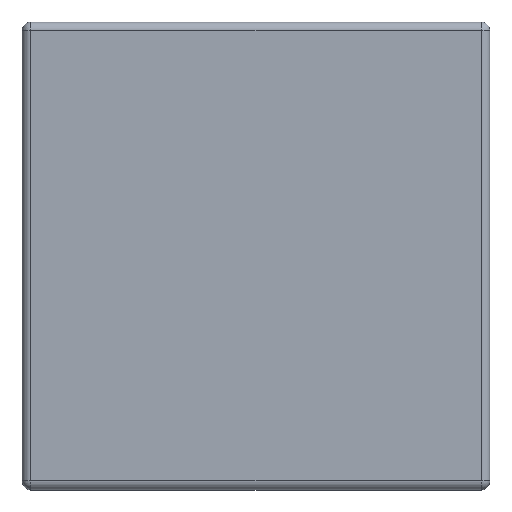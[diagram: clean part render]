
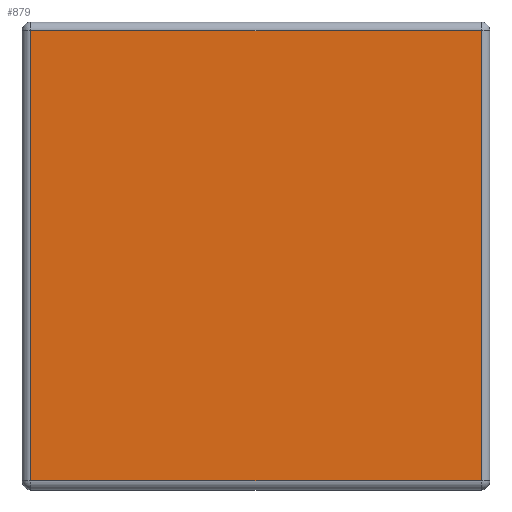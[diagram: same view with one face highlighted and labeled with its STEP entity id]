
A CAD part, top view. The second image highlights one B-rep face of the part: STEP entity #879.
In plain terms, the highlighted planar face has unit normal (0, 0, 1).
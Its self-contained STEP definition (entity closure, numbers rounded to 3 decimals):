
#85=ORIENTED_EDGE('',*,*,#237,.T.);
#86=ORIENTED_EDGE('',*,*,#238,.T.);
#87=ORIENTED_EDGE('',*,*,#239,.T.);
#88=ORIENTED_EDGE('',*,*,#240,.T.);
#237=EDGE_CURVE('',#313,#314,#365,.T.);
#238=EDGE_CURVE('',#314,#315,#366,.T.);
#239=EDGE_CURVE('',#315,#316,#367,.T.);
#240=EDGE_CURVE('',#316,#313,#368,.T.);
#313=VERTEX_POINT('',#1217);
#314=VERTEX_POINT('',#1218);
#315=VERTEX_POINT('',#1220);
#316=VERTEX_POINT('',#1222);
#365=LINE('',#1216,#401);
#366=LINE('',#1219,#402);
#367=LINE('',#1221,#403);
#368=LINE('',#1223,#404);
#401=VECTOR('',#1014,1000.);
#402=VECTOR('',#1015,1000.);
#403=VECTOR('',#1016,1000.);
#404=VECTOR('',#1017,1000.);
#437=EDGE_LOOP('',(#85,#86,#87,#88));
#497=FACE_BOUND('',#437,.T.);
#557=PLANE('',#927);
#879=ADVANCED_FACE('',(#497),#557,.T.);
#927=AXIS2_PLACEMENT_3D('',#1215,#1012,#1013);
#1012=DIRECTION('',(0.,0.,1.));
#1013=DIRECTION('',(1.,0.,0.));
#1014=DIRECTION('',(-1.,0.,0.));
#1015=DIRECTION('',(0.,-1.,0.));
#1016=DIRECTION('',(1.,0.,0.));
#1017=DIRECTION('',(0.,1.,0.));
#1215=CARTESIAN_POINT('',(0.,0.,21.));
#1216=CARTESIAN_POINT('',(-25.4,24.449,21.));
#1217=CARTESIAN_POINT('',(24.449,24.449,21.));
#1218=CARTESIAN_POINT('',(-24.449,24.449,21.));
#1219=CARTESIAN_POINT('',(-24.449,-25.4,21.));
#1220=CARTESIAN_POINT('',(-24.449,-24.449,21.));
#1221=CARTESIAN_POINT('',(25.4,-24.449,21.));
#1222=CARTESIAN_POINT('',(24.449,-24.449,21.));
#1223=CARTESIAN_POINT('',(24.449,25.4,21.));
